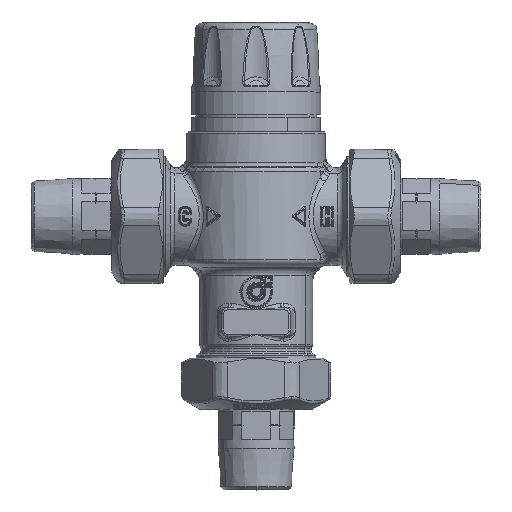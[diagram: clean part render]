
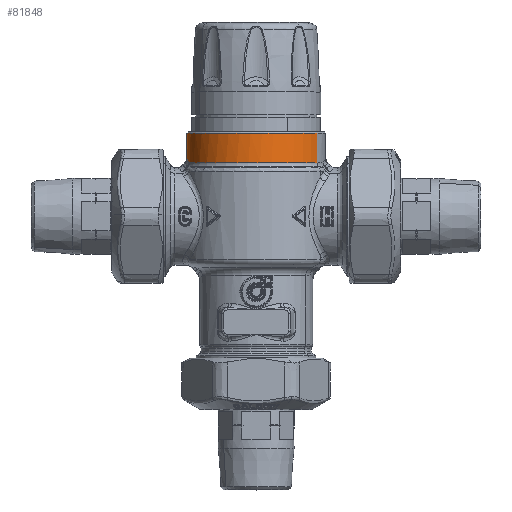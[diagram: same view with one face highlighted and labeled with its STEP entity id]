
A CAD part, top view. The second image highlights one B-rep face of the part: STEP entity #81848.
In plain terms, the highlighted cylindrical face has radius 24.2 mm (diameter 48.4 mm), a partial arc.
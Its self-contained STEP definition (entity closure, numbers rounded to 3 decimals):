
#73095=CARTESIAN_POINT('Vertex',(-21.237,18.628,-11.602)) ;
#77160=CARTESIAN_POINT('Vertex',(-23.273,18.628,6.635)) ;
#77167=CARTESIAN_POINT('Vertex',(21.237,18.628,11.602)) ;
#77170=CARTESIAN_POINT('Axis2P3D Location',(0.,18.628,0.)) ;
#80070=CARTESIAN_POINT('Vertex',(-23.273,18.628,-6.635)) ;
#80073=CARTESIAN_POINT('Axis2P3D Location',(0.,18.628,0.)) ;
#80337=CARTESIAN_POINT('Axis2P3D Location',(0.,-13.45,0.)) ;
#80342=CARTESIAN_POINT('Line Origine',(21.237,24.814,11.602)) ;
#80346=CARTESIAN_POINT('Vertex',(21.237,29.,11.602)) ;
#80414=CARTESIAN_POINT('Line Origine',(-21.237,24.814,-11.602)) ;
#80418=CARTESIAN_POINT('Vertex',(-21.237,29.,-11.602)) ;
#81759=CARTESIAN_POINT('Control Point',(-23.273,18.628,-6.635)) ;
#81760=CARTESIAN_POINT('Control Point',(-23.624,19.187,-5.401)) ;
#81761=CARTESIAN_POINT('Control Point',(-23.887,19.652,-4.104)) ;
#81762=CARTESIAN_POINT('Control Point',(-24.041,20.029,-2.771)) ;
#81763=CARTESIAN_POINT('Vertex',(-24.041,20.028,-2.771)) ;
#81767=CARTESIAN_POINT('Control Point',(-24.198,20.789,-0.343)) ;
#81768=CARTESIAN_POINT('Control Point',(-24.195,20.683,-0.529)) ;
#81769=CARTESIAN_POINT('Control Point',(-24.19,20.571,-0.829)) ;
#81770=CARTESIAN_POINT('Control Point',(-24.172,20.44,-1.25)) ;
#81771=CARTESIAN_POINT('Control Point',(-24.149,20.293,-1.833)) ;
#81772=CARTESIAN_POINT('Control Point',(-24.041,20.028,-2.771)) ;
#81773=CARTESIAN_POINT('Vertex',(-24.198,20.789,-0.343)) ;
#81777=CARTESIAN_POINT('Control Point',(-24.198,20.789,-0.343)) ;
#81778=CARTESIAN_POINT('Control Point',(-24.198,20.8,-0.322)) ;
#81779=CARTESIAN_POINT('Control Point',(-24.198,20.812,-0.302)) ;
#81780=CARTESIAN_POINT('Control Point',(-24.198,20.823,-0.282)) ;
#81781=CARTESIAN_POINT('Control Point',(-24.199,20.845,-0.241)) ;
#81782=CARTESIAN_POINT('Control Point',(-24.199,20.866,-0.2)) ;
#81783=CARTESIAN_POINT('Control Point',(-24.199,20.876,-0.179)) ;
#81784=CARTESIAN_POINT('Control Point',(-24.2,20.889,-0.151)) ;
#81785=CARTESIAN_POINT('Control Point',(-24.2,20.901,-0.12)) ;
#81786=CARTESIAN_POINT('Control Point',(-24.2,20.904,-0.112)) ;
#81787=CARTESIAN_POINT('Control Point',(-24.2,20.911,-0.09)) ;
#81788=CARTESIAN_POINT('Control Point',(-24.2,20.919,-0.065)) ;
#81789=CARTESIAN_POINT('Control Point',(-24.2,20.924,-0.048)) ;
#81790=CARTESIAN_POINT('Control Point',(-24.2,20.929,-0.003)) ;
#81791=CARTESIAN_POINT('Control Point',(-24.2,20.924,0.041)) ;
#81792=CARTESIAN_POINT('Control Point',(-24.2,20.921,0.055)) ;
#81793=CARTESIAN_POINT('Control Point',(-24.2,20.912,0.088)) ;
#81794=CARTESIAN_POINT('Control Point',(-24.2,20.903,0.115)) ;
#81795=CARTESIAN_POINT('Control Point',(-24.2,20.897,0.13)) ;
#81796=CARTESIAN_POINT('Control Point',(-24.199,20.885,0.159)) ;
#81797=CARTESIAN_POINT('Control Point',(-24.199,20.872,0.185)) ;
#81798=CARTESIAN_POINT('Control Point',(-24.199,20.866,0.198)) ;
#81799=CARTESIAN_POINT('Control Point',(-24.199,20.847,0.236)) ;
#81800=CARTESIAN_POINT('Control Point',(-24.198,20.828,0.272)) ;
#81801=CARTESIAN_POINT('Control Point',(-24.198,20.815,0.296)) ;
#81802=CARTESIAN_POINT('Control Point',(-24.198,20.802,0.319)) ;
#81803=CARTESIAN_POINT('Control Point',(-24.198,20.789,0.343)) ;
#81804=CARTESIAN_POINT('Vertex',(-24.198,20.789,0.343)) ;
#81808=CARTESIAN_POINT('Control Point',(-24.198,20.789,0.343)) ;
#81809=CARTESIAN_POINT('Control Point',(-24.195,20.683,0.529)) ;
#81810=CARTESIAN_POINT('Control Point',(-24.19,20.571,0.829)) ;
#81811=CARTESIAN_POINT('Control Point',(-24.172,20.44,1.25)) ;
#81812=CARTESIAN_POINT('Control Point',(-24.149,20.293,1.833)) ;
#81813=CARTESIAN_POINT('Control Point',(-24.041,20.029,2.771)) ;
#81814=CARTESIAN_POINT('Vertex',(-24.041,20.028,2.771)) ;
#81818=CARTESIAN_POINT('Control Point',(-23.273,18.628,6.635)) ;
#81819=CARTESIAN_POINT('Control Point',(-23.624,19.188,5.401)) ;
#81820=CARTESIAN_POINT('Control Point',(-23.887,19.652,4.104)) ;
#81821=CARTESIAN_POINT('Control Point',(-24.041,20.028,2.771)) ;
#81823=CARTESIAN_POINT('Axis2P3D Location',(0.,29.,0.)) ;
#81827=CARTESIAN_POINT('Vertex',(-21.237,29.,11.602)) ;
#81830=CARTESIAN_POINT('Axis2P3D Location',(0.,29.,0.)) ;
#80344=VECTOR('Line Direction',#80343,1.) ;
#80416=VECTOR('Line Direction',#80415,1.) ;
#77171=DIRECTION('Axis2P3D Direction',(0.,-1.,0.)) ;
#80074=DIRECTION('Axis2P3D Direction',(0.,-1.,0.)) ;
#80338=DIRECTION('Axis2P3D Direction',(0.,-1.,0.)) ;
#80339=DIRECTION('Axis2P3D XDirection',(-0.878,-0.,-0.479)) ;
#80343=DIRECTION('Vector Direction',(0.,-1.,0.)) ;
#80415=DIRECTION('Vector Direction',(0.,-1.,0.)) ;
#81824=DIRECTION('Axis2P3D Direction',(0.,-1.,0.)) ;
#81831=DIRECTION('Axis2P3D Direction',(0.,-1.,0.)) ;
#77172=AXIS2_PLACEMENT_3D('Circle Axis2P3D',#77170,#77171,$) ;
#80075=AXIS2_PLACEMENT_3D('Circle Axis2P3D',#80073,#80074,$) ;
#80340=AXIS2_PLACEMENT_3D('Cylinder Axis2P3D',#80337,#80338,#80339) ;
#81825=AXIS2_PLACEMENT_3D('Circle Axis2P3D',#81823,#81824,$) ;
#81832=AXIS2_PLACEMENT_3D('Circle Axis2P3D',#81830,#81831,$) ;
#80345=LINE('Line',#80342,#80344) ;
#80417=LINE('Line',#80414,#80416) ;
#77173=CIRCLE('generated circle',#77172,24.2) ;
#80076=CIRCLE('generated circle',#80075,24.2) ;
#81826=CIRCLE('generated circle',#81825,24.2) ;
#81833=CIRCLE('generated circle',#81832,24.2) ;
#80341=CYLINDRICAL_SURFACE('generated cylinder',#80340,24.2) ;
#77174=EDGE_CURVE('',#77168,#77161,#77173,.T.) ;
#80077=EDGE_CURVE('',#80071,#73096,#80076,.T.) ;
#80348=EDGE_CURVE('',#80347,#77168,#80345,.T.) ;
#80420=EDGE_CURVE('',#80419,#73096,#80417,.T.) ;
#81765=EDGE_CURVE('',#81764,#80071,#81758,.F.) ;
#81775=EDGE_CURVE('',#81774,#81764,#81766,.T.) ;
#81806=EDGE_CURVE('',#81805,#81774,#81776,.F.) ;
#81816=EDGE_CURVE('',#81815,#81805,#81807,.F.) ;
#81822=EDGE_CURVE('',#77161,#81815,#81817,.T.) ;
#81829=EDGE_CURVE('',#81828,#80347,#81826,.F.) ;
#81834=EDGE_CURVE('',#81828,#80419,#81833,.T.) ;
#81836=ORIENTED_EDGE('',*,*,#80420,.T.) ;
#81837=ORIENTED_EDGE('',*,*,#80077,.F.) ;
#81838=ORIENTED_EDGE('',*,*,#81765,.F.) ;
#81839=ORIENTED_EDGE('',*,*,#81775,.F.) ;
#81840=ORIENTED_EDGE('',*,*,#81806,.F.) ;
#81841=ORIENTED_EDGE('',*,*,#81816,.F.) ;
#81842=ORIENTED_EDGE('',*,*,#81822,.F.) ;
#81843=ORIENTED_EDGE('',*,*,#77174,.F.) ;
#81844=ORIENTED_EDGE('',*,*,#80348,.F.) ;
#81845=ORIENTED_EDGE('',*,*,#81829,.F.) ;
#81846=ORIENTED_EDGE('',*,*,#81834,.T.) ;
#81835=EDGE_LOOP('',(#81836,#81837,#81838,#81839,#81840,#81841,#81842,#81843,#81844,#81845,#81846)) ;
#73096=VERTEX_POINT('',#73095) ;
#77161=VERTEX_POINT('',#77160) ;
#77168=VERTEX_POINT('',#77167) ;
#80071=VERTEX_POINT('',#80070) ;
#80347=VERTEX_POINT('',#80346) ;
#80419=VERTEX_POINT('',#80418) ;
#81764=VERTEX_POINT('',#81763) ;
#81774=VERTEX_POINT('',#81773) ;
#81805=VERTEX_POINT('',#81804) ;
#81815=VERTEX_POINT('',#81814) ;
#81828=VERTEX_POINT('',#81827) ;
#81848=ADVANCED_FACE('PartBody',(#81847),#80341,.T.) ;
#81758=B_SPLINE_CURVE_WITH_KNOTS('',3,(#81759,#81760,#81761,#81762),.UNSPECIFIED.,.F.,.U.,(4,4),(6.912,12.753),.UNSPECIFIED.) ;
#81766=B_SPLINE_CURVE_WITH_KNOTS('',5,(#81767,#81768,#81769,#81770,#81771,#81772),.UNSPECIFIED.,.F.,.U.,(6,6),(37.797,49.573),.UNSPECIFIED.) ;
#81776=B_SPLINE_CURVE_WITH_KNOTS('',5,(#81777,#81778,#81779,#81780,#81781,#81782,#81783,#81784,#81785,#81786,#81787,#81788,#81789,#81790,#81791,#81792,#81793,#81794,#81795,#81796,#81797,#81798,#81799,#81800,#81801,#81802,#81803),.UNSPECIFIED.,.F.,.U.,(6,3,3,3,3,3,3,3,6),(7.467,7.713,7.941,8.009,8.137,8.233,8.375,8.517,8.8),.UNSPECIFIED.) ;
#81807=B_SPLINE_CURVE_WITH_KNOTS('',5,(#81808,#81809,#81810,#81811,#81812,#81813),.UNSPECIFIED.,.F.,.U.,(6,6),(50.337,62.111),.UNSPECIFIED.) ;
#81817=B_SPLINE_CURVE_WITH_KNOTS('',3,(#81818,#81819,#81820,#81821),.UNSPECIFIED.,.F.,.U.,(4,4),(6.912,12.753),.UNSPECIFIED.) ;
#81847=FACE_OUTER_BOUND('',#81835,.T.) ;
